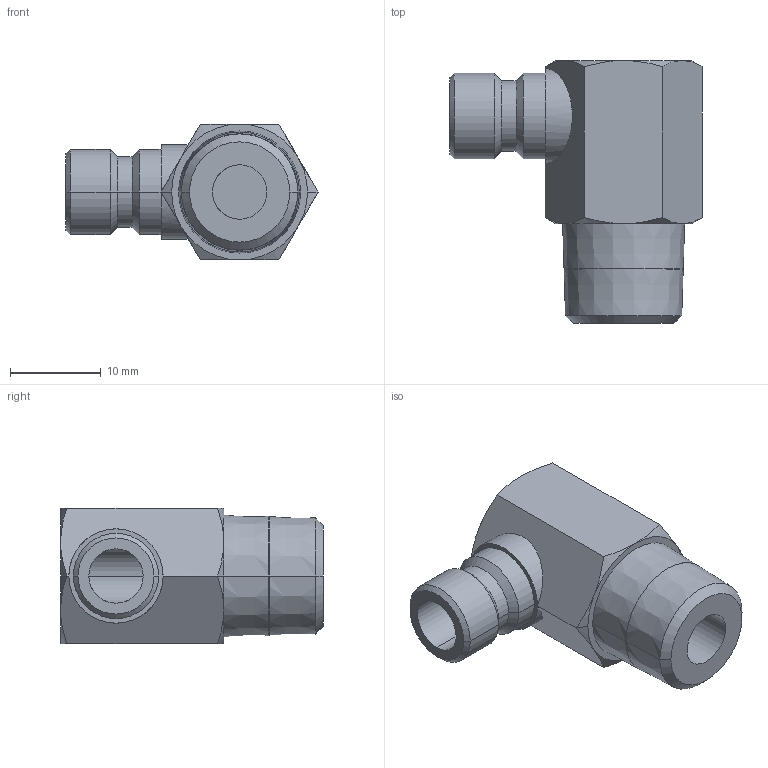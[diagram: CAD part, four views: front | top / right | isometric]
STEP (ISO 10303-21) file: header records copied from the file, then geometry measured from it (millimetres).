
FILE_DESCRIPTION(('STEP AP214'),'1');
FILE_NAME('esdm_14_na-90.stp','2020-04-22T06:12:29',('TraceParts'),('TraceParts S.A.'),'Spatial InterOp 3D',' ',' ');
FILE_SCHEMA(('automotive_design'));
Length unit declared in the file: millimetre
Products named in the file (1): 1
Bounding box: 27.83 x 29 x 15 mm (x, y, z)
Volume: 4548.6 mm3; surface area: 2899.1 mm2
Topology: 1 solids, 1 shells, 54 faces, 114 edges, 66 vertices
Faces by surface type: cone 28, plane 14, cylinder 12
Entity records: 1998 total; most frequent: CARTESIAN_POINT 431, DIRECTION 248, ORIENTED_EDGE 228, EDGE_CURVE 114, AXIS2_PLACEMENT_3D 107, VERTEX_POINT 66, EDGE_LOOP 60, STYLED_ITEM 54
